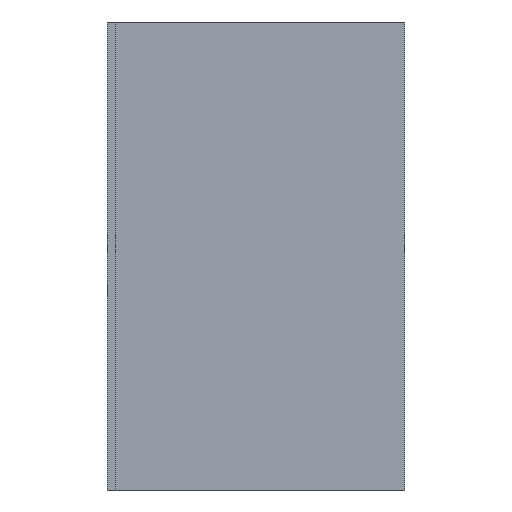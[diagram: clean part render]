
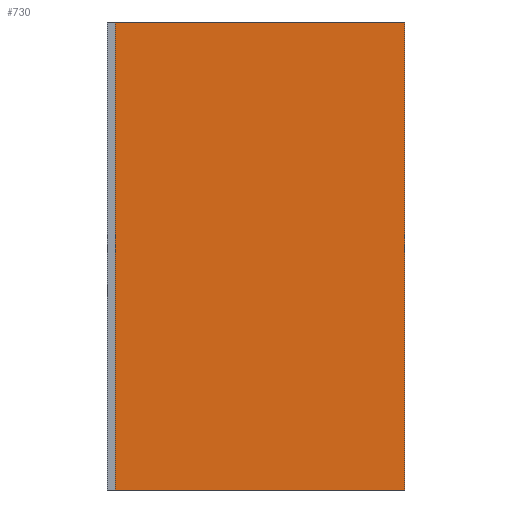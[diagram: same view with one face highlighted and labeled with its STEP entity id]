
A CAD part, left-side view. The second image highlights one B-rep face of the part: STEP entity #730.
In plain terms, the highlighted planar face has unit normal (-1, 0, 0).
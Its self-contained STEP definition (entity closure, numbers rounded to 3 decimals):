
#48 = EDGE_CURVE ( 'NONE', #2362, #2520, #3195, .T. ) ;
#184 = DIRECTION ( 'NONE',  ( 0., 1., 0. ) ) ;
#202 = CARTESIAN_POINT ( 'NONE',  ( -0.014, 0., -0.55 ) ) ;
#236 = ORIENTED_EDGE ( 'NONE', *, *, #697, .F. ) ;
#349 = DIRECTION ( 'NONE',  ( 0., 0., 1. ) ) ;
#447 = VERTEX_POINT ( 'NONE', #3431 ) ;
#605 = LINE ( 'NONE', #2764, #1556 ) ;
#697 = EDGE_CURVE ( 'NONE', #2362, #1256, #1285, .T. ) ;
#701 = ORIENTED_EDGE ( 'NONE', *, *, #2258, .T. ) ;
#708 = DIRECTION ( 'NONE',  ( 1., 0., 0. ) ) ;
#730 = ADVANCED_FACE ( 'NONE', ( #2899 ), #2318, .F. ) ;
#754 = EDGE_LOOP ( 'NONE', ( #701, #2526, #236, #3229 ) ) ;
#1106 = CARTESIAN_POINT ( 'NONE',  ( -0.014, -0.01, -0.55 ) ) ;
#1176 = VECTOR ( 'NONE', #184, 1000. ) ;
#1256 = VERTEX_POINT ( 'NONE', #3049 ) ;
#1285 = LINE ( 'NONE', #2063, #1176 ) ;
#1306 = CARTESIAN_POINT ( 'NONE',  ( -0.014, -0.01, -0.55 ) ) ;
#1524 = DIRECTION ( 'NONE',  ( 0., 1., 0. ) ) ;
#1556 = VECTOR ( 'NONE', #349, 1000. ) ;
#1619 = AXIS2_PLACEMENT_3D ( 'NONE', #202, #708, #2888 ) ;
#1782 = LINE ( 'NONE', #2268, #2861 ) ;
#2063 = CARTESIAN_POINT ( 'NONE',  ( -0.014, 0., -0.55 ) ) ;
#2258 = EDGE_CURVE ( 'NONE', #2520, #447, #1782, .T. ) ;
#2268 = CARTESIAN_POINT ( 'NONE',  ( -0.014, 0., 0. ) ) ;
#2318 = PLANE ( 'NONE',  #1619 ) ;
#2360 = CARTESIAN_POINT ( 'NONE',  ( -0.014, -0.01, 0. ) ) ;
#2362 = VERTEX_POINT ( 'NONE', #1306 ) ;
#2520 = VERTEX_POINT ( 'NONE', #2360 ) ;
#2526 = ORIENTED_EDGE ( 'NONE', *, *, #3035, .F. ) ;
#2764 = CARTESIAN_POINT ( 'NONE',  ( -0.014, 0.33, -0.55 ) ) ;
#2861 = VECTOR ( 'NONE', #1524, 1000. ) ;
#2888 = DIRECTION ( 'NONE',  ( 0., 1., 0. ) ) ;
#2899 = FACE_OUTER_BOUND ( 'NONE', #754, .T. ) ;
#3035 = EDGE_CURVE ( 'NONE', #1256, #447, #605, .T. ) ;
#3049 = CARTESIAN_POINT ( 'NONE',  ( -0.014, 0.33, -0.55 ) ) ;
#3195 = LINE ( 'NONE', #1106, #3282 ) ;
#3229 = ORIENTED_EDGE ( 'NONE', *, *, #48, .T. ) ;
#3282 = VECTOR ( 'NONE', #3474, 1000. ) ;
#3431 = CARTESIAN_POINT ( 'NONE',  ( -0.014, 0.33, 0. ) ) ;
#3474 = DIRECTION ( 'NONE',  ( 0., 0., 1. ) ) ;
